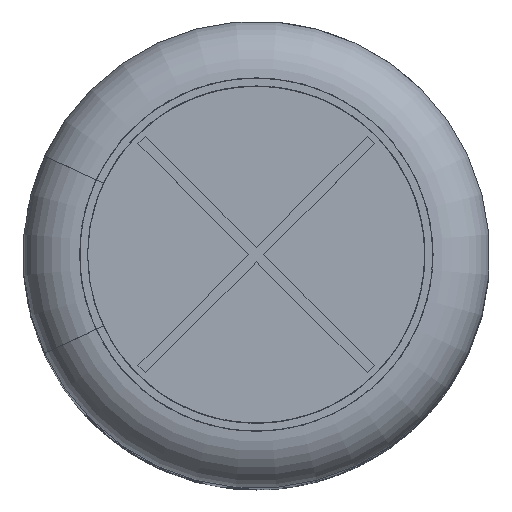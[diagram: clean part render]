
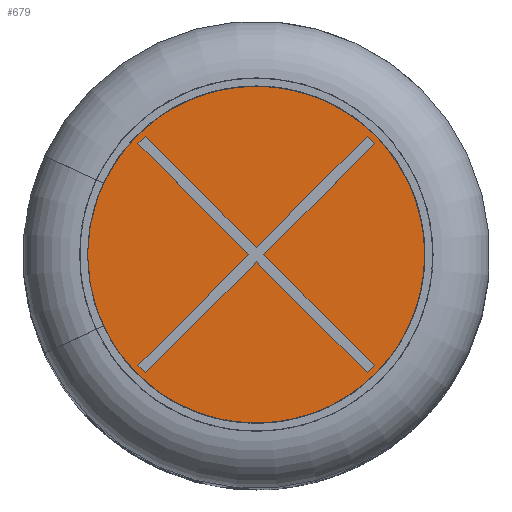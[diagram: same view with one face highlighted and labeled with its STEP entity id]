
A CAD part, top view. The second image highlights one B-rep face of the part: STEP entity #679.
In plain terms, the highlighted planar face has unit normal (0, 0, 1).
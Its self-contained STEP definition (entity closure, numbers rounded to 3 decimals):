
#679 = ADVANCED_FACE( '', ( #1851, #1852 ), #1853, .T. );
#1851 = FACE_OUTER_BOUND( '', #4363, .T. );
#1852 = FACE_BOUND( '', #4364, .T. );
#1853 = PLANE( '', #4365 );
#4363 = EDGE_LOOP( '', ( #13200 ) );
#4364 = EDGE_LOOP( '', ( #13201, #13202, #13203, #13204, #13205, #13206, #13207, #13208, #13209, #13210, #13211, #13212 ) );
#4365 = AXIS2_PLACEMENT_3D( '', #13213, #13214, #13215 );
#13200 = ORIENTED_EDGE( '', *, *, #17208, .F. );
#13201 = ORIENTED_EDGE( '', *, *, #17209, .T. );
#13202 = ORIENTED_EDGE( '', *, *, #17210, .T. );
#13203 = ORIENTED_EDGE( '', *, *, #17211, .T. );
#13204 = ORIENTED_EDGE( '', *, *, #17212, .T. );
#13205 = ORIENTED_EDGE( '', *, *, #17213, .T. );
#13206 = ORIENTED_EDGE( '', *, *, #17214, .T. );
#13207 = ORIENTED_EDGE( '', *, *, #16618, .T. );
#13208 = ORIENTED_EDGE( '', *, *, #17215, .T. );
#13209 = ORIENTED_EDGE( '', *, *, #17216, .T. );
#13210 = ORIENTED_EDGE( '', *, *, #17217, .T. );
#13211 = ORIENTED_EDGE( '', *, *, #17218, .T. );
#13212 = ORIENTED_EDGE( '', *, *, #17219, .T. );
#13213 = CARTESIAN_POINT( '', ( -4.92, 0., 34.78 ) );
#13214 = DIRECTION( '', ( 0., 0., 1. ) );
#13215 = DIRECTION( '', ( 1., 0., 0. ) );
#16618 = EDGE_CURVE( '', #18429, #18430, #18431, .T. );
#17208 = EDGE_CURVE( '', #19497, #19497, #19498, .T. );
#17209 = EDGE_CURVE( '', #19499, #19500, #19501, .T. );
#17210 = EDGE_CURVE( '', #19500, #19502, #19503, .T. );
#17211 = EDGE_CURVE( '', #19502, #19504, #19505, .T. );
#17212 = EDGE_CURVE( '', #19504, #19506, #19507, .T. );
#17213 = EDGE_CURVE( '', #19506, #19508, #19509, .T. );
#17214 = EDGE_CURVE( '', #19508, #18429, #19510, .T. );
#17215 = EDGE_CURVE( '', #18430, #19511, #19512, .T. );
#17216 = EDGE_CURVE( '', #19511, #19513, #19514, .T. );
#17217 = EDGE_CURVE( '', #19513, #19515, #19516, .T. );
#17218 = EDGE_CURVE( '', #19515, #19517, #19518, .T. );
#17219 = EDGE_CURVE( '', #19517, #19499, #19519, .T. );
#18429 = VERTEX_POINT( '', #21107 );
#18430 = VERTEX_POINT( '', #21108 );
#18431 = LINE( '', #21109, #21110 );
#19497 = VERTEX_POINT( '', #23843 );
#19498 = CIRCLE( '', #23844, 4.92 );
#19499 = VERTEX_POINT( '', #23845 );
#19500 = VERTEX_POINT( '', #23846 );
#19501 = LINE( '', #23847, #23848 );
#19502 = VERTEX_POINT( '', #23849 );
#19503 = LINE( '', #23850, #23851 );
#19504 = VERTEX_POINT( '', #23852 );
#19505 = LINE( '', #23853, #23854 );
#19506 = VERTEX_POINT( '', #23855 );
#19507 = LINE( '', #23856, #23857 );
#19508 = VERTEX_POINT( '', #23858 );
#19509 = LINE( '', #23859, #23860 );
#19510 = LINE( '', #23861, #23862 );
#19511 = VERTEX_POINT( '', #23863 );
#19512 = LINE( '', #23864, #23865 );
#19513 = VERTEX_POINT( '', #23866 );
#19514 = LINE( '', #23867, #23868 );
#19515 = VERTEX_POINT( '', #23869 );
#19516 = LINE( '', #23870, #23871 );
#19517 = VERTEX_POINT( '', #23872 );
#19518 = LINE( '', #23873, #23874 );
#19519 = LINE( '', #23875, #23876 );
#21107 = CARTESIAN_POINT( '', ( 3.292, -3.088, 34.78 ) );
#21108 = CARTESIAN_POINT( '', ( 3.088, -3.292, 34.78 ) );
#21109 = CARTESIAN_POINT( '', ( 3.292, -3.088, 34.78 ) );
#21110 = VECTOR( '', #27710, 1000. );
#23843 = CARTESIAN_POINT( '', ( -4.92, 0., 34.78 ) );
#23844 = AXIS2_PLACEMENT_3D( '', #28367, #28368, #28369 );
#23845 = CARTESIAN_POINT( '', ( -3.292, 3.088, 34.78 ) );
#23846 = CARTESIAN_POINT( '', ( -3.088, 3.292, 34.78 ) );
#23847 = CARTESIAN_POINT( '', ( -3.088, 3.292, 34.78 ) );
#23848 = VECTOR( '', #28370, 1000. );
#23849 = CARTESIAN_POINT( '', ( 0., 0.204, 34.78 ) );
#23850 = CARTESIAN_POINT( '', ( 0., 0.204, 34.78 ) );
#23851 = VECTOR( '', #28371, 1000. );
#23852 = CARTESIAN_POINT( '', ( 3.088, 3.292, 34.78 ) );
#23853 = CARTESIAN_POINT( '', ( 0., 0.204, 34.78 ) );
#23854 = VECTOR( '', #28372, 1000. );
#23855 = CARTESIAN_POINT( '', ( 3.292, 3.088, 34.78 ) );
#23856 = CARTESIAN_POINT( '', ( 3.292, 3.088, 34.78 ) );
#23857 = VECTOR( '', #28373, 1000. );
#23858 = CARTESIAN_POINT( '', ( 0.204, 0., 34.78 ) );
#23859 = CARTESIAN_POINT( '', ( 0.204, 0., 34.78 ) );
#23860 = VECTOR( '', #28374, 1000. );
#23861 = CARTESIAN_POINT( '', ( 0.204, 0., 34.78 ) );
#23862 = VECTOR( '', #28375, 1000. );
#23863 = CARTESIAN_POINT( '', ( 0., -0.204, 34.78 ) );
#23864 = CARTESIAN_POINT( '', ( 0., -0.204, 34.78 ) );
#23865 = VECTOR( '', #28376, 1000. );
#23866 = CARTESIAN_POINT( '', ( -3.088, -3.292, 34.78 ) );
#23867 = CARTESIAN_POINT( '', ( 0., -0.204, 34.78 ) );
#23868 = VECTOR( '', #28377, 1000. );
#23869 = CARTESIAN_POINT( '', ( -3.292, -3.088, 34.78 ) );
#23870 = CARTESIAN_POINT( '', ( -3.088, -3.292, 34.78 ) );
#23871 = VECTOR( '', #28378, 1000. );
#23872 = CARTESIAN_POINT( '', ( -0.204, 0., 34.78 ) );
#23873 = CARTESIAN_POINT( '', ( -0.204, 0., 34.78 ) );
#23874 = VECTOR( '', #28379, 1000. );
#23875 = CARTESIAN_POINT( '', ( -0.204, 0., 34.78 ) );
#23876 = VECTOR( '', #28380, 1000. );
#27710 = DIRECTION( '', ( -0.707, -0.707, 0. ) );
#28367 = CARTESIAN_POINT( '', ( 0., 0., 34.78 ) );
#28368 = DIRECTION( '', ( 0., 0., -1. ) );
#28369 = DIRECTION( '', ( -1., 0., 0. ) );
#28370 = DIRECTION( '', ( 0.707, 0.707, 0. ) );
#28371 = DIRECTION( '', ( 0.707, -0.707, 0. ) );
#28372 = DIRECTION( '', ( 0.707, 0.707, 0. ) );
#28373 = DIRECTION( '', ( 0.707, -0.707, 0. ) );
#28374 = DIRECTION( '', ( -0.707, -0.707, 0. ) );
#28375 = DIRECTION( '', ( 0.707, -0.707, 0. ) );
#28376 = DIRECTION( '', ( -0.707, 0.707, 0. ) );
#28377 = DIRECTION( '', ( -0.707, -0.707, 0. ) );
#28378 = DIRECTION( '', ( -0.707, 0.707, 0. ) );
#28379 = DIRECTION( '', ( 0.707, 0.707, 0. ) );
#28380 = DIRECTION( '', ( -0.707, 0.707, 0. ) );
